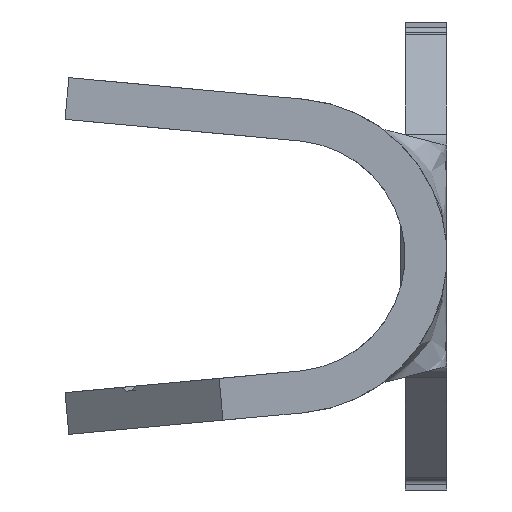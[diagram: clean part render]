
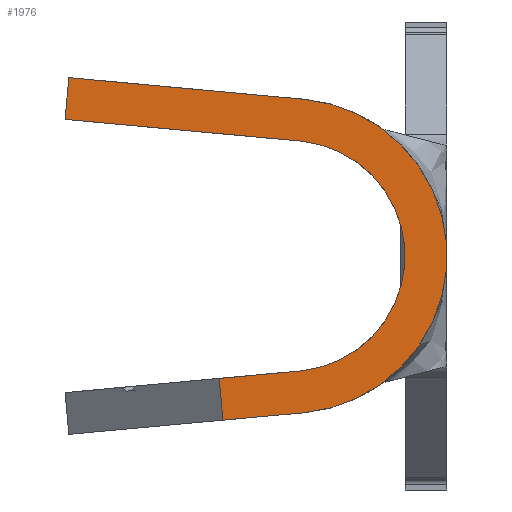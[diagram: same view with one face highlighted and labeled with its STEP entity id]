
A CAD part, left-side view. The second image highlights one B-rep face of the part: STEP entity #1976.
In plain terms, the highlighted planar face has unit normal (-1, 0, 0).
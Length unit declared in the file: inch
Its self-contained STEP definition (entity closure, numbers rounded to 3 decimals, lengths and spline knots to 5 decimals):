
#77 = EDGE_CURVE ( 'NONE', #3186, #1822, #1759, .T. ) ;
#122 = DIRECTION ( 'NONE',  ( -1., 0., 0. ) ) ;
#240 = VECTOR ( 'NONE', #4733, 39.37008 ) ;
#410 = LINE ( 'NONE', #3317, #5605 ) ;
#476 = LINE ( 'NONE', #5956, #1655 ) ;
#820 = CARTESIAN_POINT ( 'NONE',  ( -0.74, 0.36033, 0.17 ) ) ;
#846 = VERTEX_POINT ( 'NONE', #6352 ) ;
#848 = ORIENTED_EDGE ( 'NONE', *, *, #6076, .T. ) ;
#918 = CARTESIAN_POINT ( 'NONE',  ( -0.74, 0.364, 0.13017 ) ) ;
#932 = CARTESIAN_POINT ( 'NONE',  ( -0.74, 0.13625, -0.14937 ) ) ;
#1095 = DIRECTION ( 'NONE',  ( 0., -0.092, -0.996 ) ) ;
#1138 = ORIENTED_EDGE ( 'NONE', *, *, #1931, .F. ) ;
#1178 = ORIENTED_EDGE ( 'NONE', *, *, #77, .F. ) ;
#1412 = EDGE_CURVE ( 'NONE', #3352, #4926, #410, .T. ) ;
#1458 = EDGE_CURVE ( 'NONE', #4926, #3186, #2788, .T. ) ;
#1655 = VECTOR ( 'NONE', #6447, 39.37008 ) ;
#1699 = CARTESIAN_POINT ( 'NONE',  ( -0.74, 0.15, 0. ) ) ;
#1759 = LINE ( 'NONE', #2513, #5762 ) ;
#1808 = LINE ( 'NONE', #3656, #5660 ) ;
#1822 = VERTEX_POINT ( 'NONE', #4482 ) ;
#1845 = AXIS2_PLACEMENT_3D ( 'NONE', #1699, #5234, #2209 ) ;
#1931 = EDGE_CURVE ( 'NONE', #1822, #2227, #4777, .T. ) ;
#1976 = ADVANCED_FACE ( 'NONE', ( #3275 ), #4747, .F. ) ;
#2209 = DIRECTION ( 'NONE',  ( 0., 0., -1. ) ) ;
#2227 = VERTEX_POINT ( 'NONE', #932 ) ;
#2275 = EDGE_LOOP ( 'NONE', ( #6159, #848, #4001, #1138, #1178, #3401, #2816, #5357 ) ) ;
#2279 = EDGE_CURVE ( 'NONE', #846, #4833, #476, .T. ) ;
#2504 = DIRECTION ( 'NONE',  ( 0., -0.996, -0.092 ) ) ;
#2513 = CARTESIAN_POINT ( 'NONE',  ( -0.74, 0.13625, 0.14937 ) ) ;
#2559 = CARTESIAN_POINT ( 'NONE',  ( -0.74, 0.13991, 0.10954 ) ) ;
#2596 = DIRECTION ( 'NONE',  ( 1., 0., 0. ) ) ;
#2788 = LINE ( 'NONE', #3250, #240 ) ;
#2816 = ORIENTED_EDGE ( 'NONE', *, *, #1412, .F. ) ;
#2878 = LINE ( 'NONE', #3129, #5380 ) ;
#3129 = CARTESIAN_POINT ( 'NONE',  ( -0.74, 0.13625, -0.14937 ) ) ;
#3182 = AXIS2_PLACEMENT_3D ( 'NONE', #3184, #122, #3714 ) ;
#3184 = CARTESIAN_POINT ( 'NONE',  ( -0.74, 0.15, 0. ) ) ;
#3186 = VERTEX_POINT ( 'NONE', #820 ) ;
#3250 = CARTESIAN_POINT ( 'NONE',  ( -0.74, 0.364, 0.13017 ) ) ;
#3275 = FACE_OUTER_BOUND ( 'NONE', #2275, .T. ) ;
#3317 = CARTESIAN_POINT ( 'NONE',  ( -0.74, 0.13991, 0.10954 ) ) ;
#3352 = VERTEX_POINT ( 'NONE', #2559 ) ;
#3401 = ORIENTED_EDGE ( 'NONE', *, *, #1458, .F. ) ;
#3473 = EDGE_CURVE ( 'NONE', #4833, #3352, #3824, .T. ) ;
#3652 = DIRECTION ( 'NONE',  ( 0., 0.996, -0.092 ) ) ;
#3656 = CARTESIAN_POINT ( 'NONE',  ( -0.74, 0.21714, -0.11665 ) ) ;
#3714 = DIRECTION ( 'NONE',  ( 0., 0., -1. ) ) ;
#3812 = EDGE_CURVE ( 'NONE', #2227, #4719, #2878, .T. ) ;
#3824 = CIRCLE ( 'NONE', #3182, 0.11 ) ;
#4001 = ORIENTED_EDGE ( 'NONE', *, *, #3812, .F. ) ;
#4101 = CARTESIAN_POINT ( 'NONE',  ( -0.74, 0.21348, -0.15648 ) ) ;
#4482 = CARTESIAN_POINT ( 'NONE',  ( -0.74, 0.13625, 0.14937 ) ) ;
#4719 = VERTEX_POINT ( 'NONE', #4101 ) ;
#4733 = DIRECTION ( 'NONE',  ( 0., -0.092, 0.996 ) ) ;
#4747 = PLANE ( 'NONE',  #1845 ) ;
#4777 = CIRCLE ( 'NONE', #6005, 0.15 ) ;
#4833 = VERTEX_POINT ( 'NONE', #5362 ) ;
#4926 = VERTEX_POINT ( 'NONE', #918 ) ;
#5234 = DIRECTION ( 'NONE',  ( 1., 0., 0. ) ) ;
#5357 = ORIENTED_EDGE ( 'NONE', *, *, #3473, .F. ) ;
#5362 = CARTESIAN_POINT ( 'NONE',  ( -0.74, 0.13991, -0.10954 ) ) ;
#5380 = VECTOR ( 'NONE', #3652, 39.37008 ) ;
#5588 = CARTESIAN_POINT ( 'NONE',  ( -0.74, 0.15, 0. ) ) ;
#5605 = VECTOR ( 'NONE', #6329, 39.37008 ) ;
#5660 = VECTOR ( 'NONE', #1095, 39.37008 ) ;
#5762 = VECTOR ( 'NONE', #2504, 39.37008 ) ;
#5956 = CARTESIAN_POINT ( 'NONE',  ( -0.74, 0.13991, -0.10954 ) ) ;
#6005 = AXIS2_PLACEMENT_3D ( 'NONE', #5588, #2596, #6088 ) ;
#6076 = EDGE_CURVE ( 'NONE', #846, #4719, #1808, .T. ) ;
#6088 = DIRECTION ( 'NONE',  ( 0., 0., -1. ) ) ;
#6159 = ORIENTED_EDGE ( 'NONE', *, *, #2279, .F. ) ;
#6329 = DIRECTION ( 'NONE',  ( 0., 0.996, 0.092 ) ) ;
#6352 = CARTESIAN_POINT ( 'NONE',  ( -0.74, 0.21714, -0.11665 ) ) ;
#6447 = DIRECTION ( 'NONE',  ( 0., -0.996, 0.092 ) ) ;
